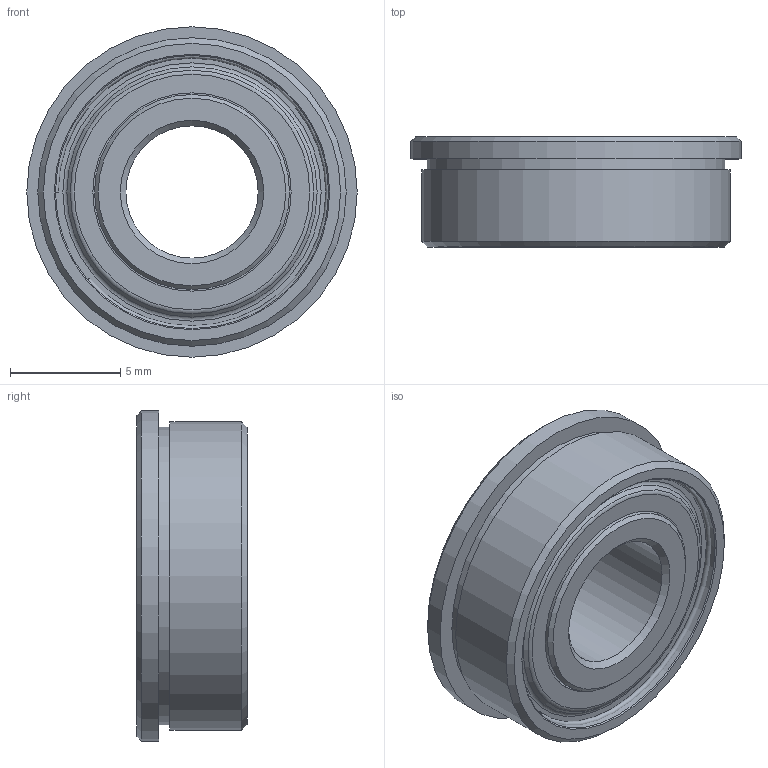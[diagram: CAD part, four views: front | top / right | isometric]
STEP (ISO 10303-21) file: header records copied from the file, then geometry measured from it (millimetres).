
FILE_DESCRIPTION(/* description */ ('STEP AP203'),/* implementation_level */ '2;1');
FILE_NAME(/* name */ '1611-0514-0006_MIR.stp',/* time_stamp */ '2021-07-14T12:46:34-07:00',/* author */ ('gfellows'),/* organization */ (''),/* preprocessor_version */ 'ST-DEVELOPER v18.1',/* originating_system */ 'Autodesk Inventor 2022',/* authorisation */ '');
FILE_SCHEMA (('AUTOMOTIVE_DESIGN { 1 0 10303 214 3 1 1 }'));
Length unit declared in the file: millimetre
Products named in the file (1): 1611-0514-0006_MIR
Bounding box: 15 x 5 x 15 mm (x, y, z)
Volume: 590.4 mm3; surface area: 896.2 mm2
Topology: 3 solids, 3 shells, 46 faces, 78 edges, 50 vertices
Faces by surface type: plane 18, cylinder 12, cone 10, torus 6
Full cylindrical faces by diameter (mm): 6 x1, 8.85 x2, 9.002 x2, 12.4 x2, 12.654 x2, 13.492 x1, 14 x1, 15 x1
Entity records: 1153 total; most frequent: DIRECTION 228, CARTESIAN_POINT 175, ORIENTED_EDGE 156, AXIS2_PLACEMENT_3D 103, EDGE_CURVE 78, EDGE_LOOP 60, CIRCLE 56, VERTEX_POINT 50
